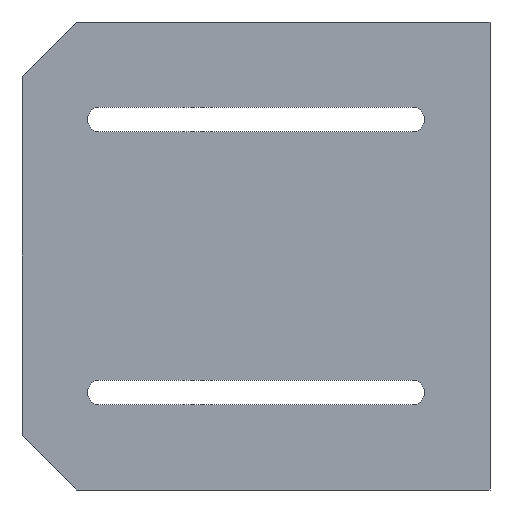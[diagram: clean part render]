
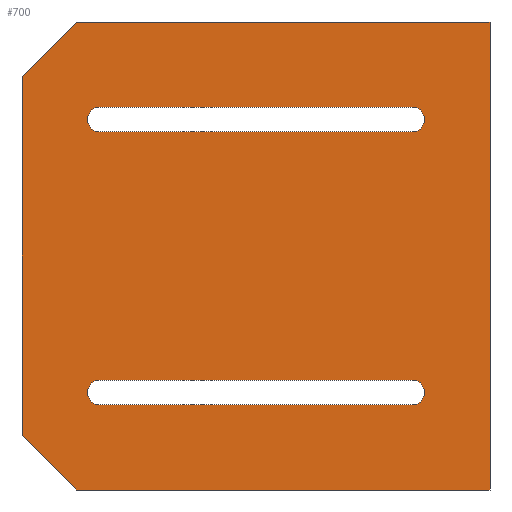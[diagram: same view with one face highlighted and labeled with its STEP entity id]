
A CAD part, front view. The second image highlights one B-rep face of the part: STEP entity #700.
In plain terms, the highlighted planar face has unit normal (0, -1, 0).
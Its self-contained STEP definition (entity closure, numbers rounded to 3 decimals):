
#38=CIRCLE('',#752,1.6);
#39=CIRCLE('',#755,1.6);
#40=CIRCLE('',#758,1.6);
#41=CIRCLE('',#761,1.6);
#56=FACE_BOUND('',#136,.T.);
#57=FACE_BOUND('',#137,.T.);
#89=FACE_OUTER_BOUND('',#135,.T.);
#135=EDGE_LOOP('',(#632,#633,#634,#635,#636,#637));
#136=EDGE_LOOP('',(#638,#639,#640,#641));
#137=EDGE_LOOP('',(#642,#643,#644,#645));
#140=LINE('',#953,#218);
#147=LINE('',#966,#225);
#168=LINE('',#1016,#246);
#170=LINE('',#1020,#248);
#202=LINE('',#1104,#280);
#206=LINE('',#1113,#284);
#208=LINE('',#1120,#286);
#212=LINE('',#1129,#290);
#214=LINE('',#1134,#292);
#215=LINE('',#1136,#293);
#218=VECTOR('',#771,10.);
#225=VECTOR('',#780,10.);
#246=VECTOR('',#813,10.);
#248=VECTOR('',#817,10.);
#280=VECTOR('',#903,10.);
#284=VECTOR('',#913,10.);
#286=VECTOR('',#921,10.);
#290=VECTOR('',#931,10.);
#292=VECTOR('',#939,10.);
#293=VECTOR('',#942,10.);
#296=VERTEX_POINT('',#950);
#297=VERTEX_POINT('',#952);
#302=VERTEX_POINT('',#964);
#324=VERTEX_POINT('',#1013);
#325=VERTEX_POINT('',#1015);
#326=VERTEX_POINT('',#1019);
#350=VERTEX_POINT('',#1102);
#351=VERTEX_POINT('',#1103);
#352=VERTEX_POINT('',#1108);
#353=VERTEX_POINT('',#1112);
#354=VERTEX_POINT('',#1118);
#355=VERTEX_POINT('',#1119);
#356=VERTEX_POINT('',#1124);
#357=VERTEX_POINT('',#1128);
#360=EDGE_CURVE('',#296,#297,#140,.T.);
#367=EDGE_CURVE('',#296,#302,#147,.T.);
#392=EDGE_CURVE('',#324,#325,#168,.T.);
#394=EDGE_CURVE('',#326,#325,#170,.T.);
#436=EDGE_CURVE('',#350,#351,#202,.T.);
#439=EDGE_CURVE('',#352,#350,#38,.T.);
#441=EDGE_CURVE('',#353,#352,#206,.T.);
#443=EDGE_CURVE('',#351,#353,#39,.T.);
#444=EDGE_CURVE('',#354,#355,#208,.T.);
#447=EDGE_CURVE('',#356,#354,#40,.T.);
#449=EDGE_CURVE('',#357,#356,#212,.T.);
#451=EDGE_CURVE('',#355,#357,#41,.T.);
#452=EDGE_CURVE('',#324,#297,#214,.T.);
#453=EDGE_CURVE('',#302,#326,#215,.T.);
#632=ORIENTED_EDGE('',*,*,#360,.F.);
#633=ORIENTED_EDGE('',*,*,#367,.T.);
#634=ORIENTED_EDGE('',*,*,#453,.T.);
#635=ORIENTED_EDGE('',*,*,#394,.T.);
#636=ORIENTED_EDGE('',*,*,#392,.F.);
#637=ORIENTED_EDGE('',*,*,#452,.T.);
#638=ORIENTED_EDGE('',*,*,#451,.F.);
#639=ORIENTED_EDGE('',*,*,#444,.F.);
#640=ORIENTED_EDGE('',*,*,#447,.F.);
#641=ORIENTED_EDGE('',*,*,#449,.F.);
#642=ORIENTED_EDGE('',*,*,#443,.F.);
#643=ORIENTED_EDGE('',*,*,#436,.F.);
#644=ORIENTED_EDGE('',*,*,#439,.F.);
#645=ORIENTED_EDGE('',*,*,#441,.F.);
#668=PLANE('',#764);
#700=ADVANCED_FACE('',(#89,#56,#57),#668,.F.);
#752=AXIS2_PLACEMENT_3D('',#1109,#908,#909);
#755=AXIS2_PLACEMENT_3D('',#1116,#917,#918);
#758=AXIS2_PLACEMENT_3D('',#1125,#926,#927);
#761=AXIS2_PLACEMENT_3D('',#1132,#935,#936);
#764=AXIS2_PLACEMENT_3D('',#1137,#943,#944);
#771=DIRECTION('',(-0.707,0.,0.707));
#780=DIRECTION('',(1.,0.,0.));
#813=DIRECTION('',(0.707,0.,0.707));
#817=DIRECTION('',(-1.,0.,0.));
#903=DIRECTION('',(1.,0.,0.));
#908=DIRECTION('center_axis',(0.,-1.,0.));
#909=DIRECTION('ref_axis',(0.,0.,-1.));
#913=DIRECTION('',(-1.,0.,0.));
#917=DIRECTION('center_axis',(0.,-1.,0.));
#918=DIRECTION('ref_axis',(0.,0.,
1.));
#921=DIRECTION('',(1.,0.,0.));
#926=DIRECTION('center_axis',(0.,-1.,0.));
#927=DIRECTION('ref_axis',(0.,0.,-1.));
#931=DIRECTION('',(-1.,0.,0.));
#935=DIRECTION('center_axis',(0.,-1.,0.));
#936=DIRECTION('ref_axis',(0.,0.,
1.));
#939=DIRECTION('',(0.,0.,-1.));
#942=DIRECTION('',(0.,0.,1.));
#943=DIRECTION('center_axis',(0.,1.,0.));
#944=DIRECTION('ref_axis',(-1.,0.,0.));
#950=CARTESIAN_POINT('',(273.,376.,311.5));
#952=CARTESIAN_POINT('',(266.,376.,318.5));
#953=CARTESIAN_POINT('',(269.5,376.,315.));
#964=CARTESIAN_POINT('',(326.,376.,311.5));
#966=CARTESIAN_POINT('',(266.,376.,311.5));
#1013=CARTESIAN_POINT('',(266.,376.,364.5));
#1015=CARTESIAN_POINT('',(273.,376.,371.5));
#1016=CARTESIAN_POINT('',(269.5,376.,368.));
#1019=CARTESIAN_POINT('',(326.,376.,371.5));
#1020=CARTESIAN_POINT('',(326.,376.,371.5));
#1102=CARTESIAN_POINT('',(276.,376.,322.4));
#1103=CARTESIAN_POINT('',(316.,376.,322.4));
#1104=CARTESIAN_POINT('',(276.,376.,322.4));
#1108=CARTESIAN_POINT('',(276.,376.,325.6));
#1109=CARTESIAN_POINT('Origin',(276.,376.,324.));
#1112=CARTESIAN_POINT('',(316.,376.,325.6));
#1113=CARTESIAN_POINT('',(316.,376.,325.6));
#1116=CARTESIAN_POINT('Origin',(316.,376.,324.));
#1118=CARTESIAN_POINT('',(276.,376.,357.4));
#1119=CARTESIAN_POINT('',(316.,376.,357.4));
#1120=CARTESIAN_POINT('',(276.,376.,357.4));
#1124=CARTESIAN_POINT('',(276.,376.,360.6));
#1125=CARTESIAN_POINT('Origin',(276.,376.,359.));
#1128=CARTESIAN_POINT('',(316.,376.,360.6));
#1129=CARTESIAN_POINT('',(316.,376.,360.6));
#1132=CARTESIAN_POINT('Origin',(316.,376.,359.));
#1134=CARTESIAN_POINT('',(266.,376.,371.5));
#1136=CARTESIAN_POINT('',(326.,376.,311.5));
#1137=CARTESIAN_POINT('Origin',(296.,376.,341.5));
